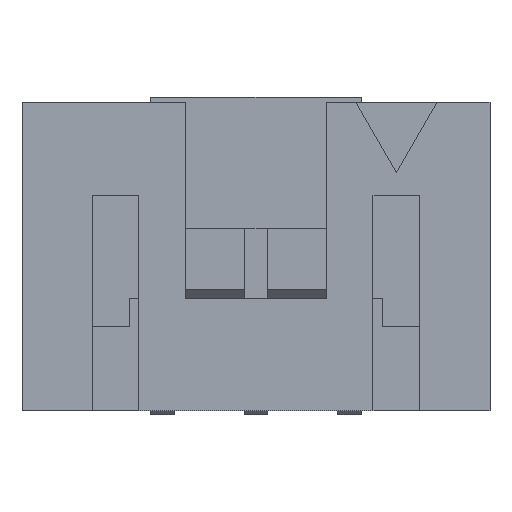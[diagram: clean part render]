
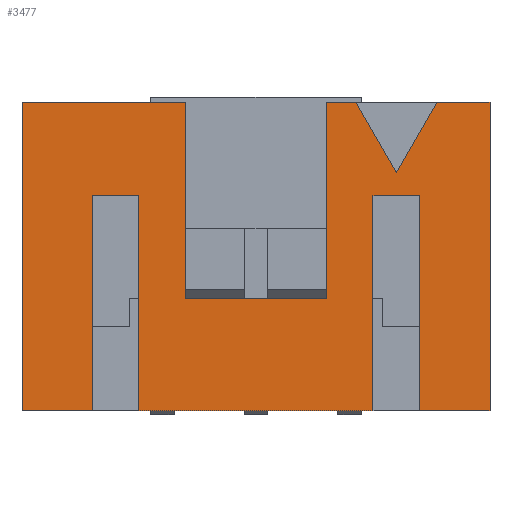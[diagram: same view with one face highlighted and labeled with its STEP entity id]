
A CAD part, front view. The second image highlights one B-rep face of the part: STEP entity #3477.
In plain terms, the highlighted planar face has unit normal (0, -1, 0).
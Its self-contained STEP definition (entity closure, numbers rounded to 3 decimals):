
#63=ORIENTED_EDGE('',*,*,#1085,.F.);
#64=ORIENTED_EDGE('',*,*,#1086,.F.);
#65=ORIENTED_EDGE('',*,*,#1087,.T.);
#66=ORIENTED_EDGE('',*,*,#1088,.F.);
#67=ORIENTED_EDGE('',*,*,#1089,.F.);
#68=ORIENTED_EDGE('',*,*,#1090,.T.);
#69=ORIENTED_EDGE('',*,*,#1091,.T.);
#70=ORIENTED_EDGE('',*,*,#1092,.F.);
#71=ORIENTED_EDGE('',*,*,#1093,.F.);
#72=ORIENTED_EDGE('',*,*,#1094,.F.);
#73=ORIENTED_EDGE('',*,*,#1095,.F.);
#74=ORIENTED_EDGE('',*,*,#1096,.F.);
#75=ORIENTED_EDGE('',*,*,#1097,.F.);
#76=ORIENTED_EDGE('',*,*,#1098,.F.);
#77=ORIENTED_EDGE('',*,*,#1099,.F.);
#78=ORIENTED_EDGE('',*,*,#1100,.F.);
#79=ORIENTED_EDGE('',*,*,#1101,.F.);
#80=ORIENTED_EDGE('',*,*,#1102,.T.);
#81=ORIENTED_EDGE('',*,*,#1103,.T.);
#1085=EDGE_CURVE('',#1596,#1597,#1930,.T.);
#1086=EDGE_CURVE('',#1598,#1596,#1931,.T.);
#1087=EDGE_CURVE('',#1598,#1599,#1932,.T.);
#1088=EDGE_CURVE('',#1600,#1599,#1933,.T.);
#1089=EDGE_CURVE('',#1601,#1600,#1934,.T.);
#1090=EDGE_CURVE('',#1601,#1602,#1935,.T.);
#1091=EDGE_CURVE('',#1602,#1603,#1936,.T.);
#1092=EDGE_CURVE('',#1604,#1603,#1937,.T.);
#1093=EDGE_CURVE('',#1605,#1604,#1938,.T.);
#1094=EDGE_CURVE('',#1606,#1605,#1939,.T.);
#1095=EDGE_CURVE('',#1607,#1606,#1940,.T.);
#1096=EDGE_CURVE('',#1608,#1607,#1941,.T.);
#1097=EDGE_CURVE('',#1609,#1608,#1942,.T.);
#1098=EDGE_CURVE('',#1610,#1609,#1943,.T.);
#1099=EDGE_CURVE('',#1611,#1610,#1944,.T.);
#1100=EDGE_CURVE('',#1612,#1611,#1945,.T.);
#1101=EDGE_CURVE('',#1613,#1612,#1946,.T.);
#1102=EDGE_CURVE('',#1613,#1614,#1947,.T.);
#1103=EDGE_CURVE('',#1614,#1597,#1948,.T.);
#1596=VERTEX_POINT('',#4787);
#1597=VERTEX_POINT('',#4788);
#1598=VERTEX_POINT('',#4790);
#1599=VERTEX_POINT('',#4792);
#1600=VERTEX_POINT('',#4794);
#1601=VERTEX_POINT('',#4796);
#1602=VERTEX_POINT('',#4798);
#1603=VERTEX_POINT('',#4800);
#1604=VERTEX_POINT('',#4802);
#1605=VERTEX_POINT('',#4804);
#1606=VERTEX_POINT('',#4806);
#1607=VERTEX_POINT('',#4808);
#1608=VERTEX_POINT('',#4810);
#1609=VERTEX_POINT('',#4812);
#1610=VERTEX_POINT('',#4814);
#1611=VERTEX_POINT('',#4816);
#1612=VERTEX_POINT('',#4818);
#1613=VERTEX_POINT('',#4820);
#1614=VERTEX_POINT('',#4822);
#1930=LINE('',#4786,#2435);
#1931=LINE('',#4789,#2436);
#1932=LINE('',#4791,#2437);
#1933=LINE('',#4793,#2438);
#1934=LINE('',#4795,#2439);
#1935=LINE('',#4797,#2440);
#1936=LINE('',#4799,#2441);
#1937=LINE('',#4801,#2442);
#1938=LINE('',#4803,#2443);
#1939=LINE('',#4805,#2444);
#1940=LINE('',#4807,#2445);
#1941=LINE('',#4809,#2446);
#1942=LINE('',#4811,#2447);
#1943=LINE('',#4813,#2448);
#1944=LINE('',#4815,#2449);
#1945=LINE('',#4817,#2450);
#1946=LINE('',#4819,#2451);
#1947=LINE('',#4821,#2452);
#1948=LINE('',#4823,#2453);
#2435=VECTOR('',#3899,1000.);
#2436=VECTOR('',#3900,1000.);
#2437=VECTOR('',#3901,1000.);
#2438=VECTOR('',#3902,1000.);
#2439=VECTOR('',#3903,1000.);
#2440=VECTOR('',#3904,1000.);
#2441=VECTOR('',#3905,1000.);
#2442=VECTOR('',#3906,1000.);
#2443=VECTOR('',#3907,1000.);
#2444=VECTOR('',#3908,1000.);
#2445=VECTOR('',#3909,1000.);
#2446=VECTOR('',#3910,1000.);
#2447=VECTOR('',#3911,1000.);
#2448=VECTOR('',#3912,1000.);
#2449=VECTOR('',#3913,1000.);
#2450=VECTOR('',#3914,1000.);
#2451=VECTOR('',#3915,1000.);
#2452=VECTOR('',#3916,1000.);
#2453=VECTOR('',#3917,1000.);
#2940=EDGE_LOOP('',(#63,#64,#65,#66,#67,#68,#69,#70,#71,#72,#73,#74,#75,
#76,#77,#78,#79,#80,#81));
#3121=FACE_BOUND('',#2940,.T.);
#3302=PLANE('',#3704);
#3477=ADVANCED_FACE('',(#3121),#3302,.T.);
#3704=AXIS2_PLACEMENT_3D('',#4785,#3897,#3898);
#3897=DIRECTION('',(0.,-1.,0.));
#3898=DIRECTION('',(0.,0.,-1.));
#3899=DIRECTION('',(0.5,0.,0.866));
#3900=DIRECTION('',(0.5,0.,-0.866));
#3901=DIRECTION('',(-1.,0.,0.));
#3902=DIRECTION('',(0.,0.,1.));
#3903=DIRECTION('',(1.,0.,0.));
#3904=DIRECTION('',(0.,0.,1.));
#3905=DIRECTION('',(-1.,0.,0.));
#3906=DIRECTION('',(0.,0.,1.));
#3907=DIRECTION('',(-1.,0.,0.));
#3908=DIRECTION('',(0.,0.,-1.));
#3909=DIRECTION('',(-1.,0.,0.));
#3910=DIRECTION('',(0.,0.,1.));
#3911=DIRECTION('',(-1.,0.,0.));
#3912=DIRECTION('',(0.,0.,-1.));
#3913=DIRECTION('',(-1.,0.,0.));
#3914=DIRECTION('',(0.,0.,1.));
#3915=DIRECTION('',(-1.,0.,0.));
#3916=DIRECTION('',(0.,0.,1.));
#3917=DIRECTION('',(-1.,0.,0.));
#4785=CARTESIAN_POINT('',(5.,-2.5,-3.3));
#4786=CARTESIAN_POINT('',(3.,-2.5,1.8));
#4787=CARTESIAN_POINT('',(3.,-2.5,1.8));
#4788=CARTESIAN_POINT('',(3.866,-2.5,3.3));
#4789=CARTESIAN_POINT('',(2.134,-2.5,3.3));
#4790=CARTESIAN_POINT('',(2.134,-2.5,3.3));
#4791=CARTESIAN_POINT('',(5.,-2.5,3.3));
#4792=CARTESIAN_POINT('',(1.5,-2.5,3.3));
#4793=CARTESIAN_POINT('',(1.5,-2.5,-0.9));
#4794=CARTESIAN_POINT('',(1.5,-2.5,-0.9));
#4795=CARTESIAN_POINT('',(-1.5,-2.5,-0.9));
#4796=CARTESIAN_POINT('',(-1.5,-2.5,-0.9));
#4797=CARTESIAN_POINT('',(-1.5,-2.5,-0.9));
#4798=CARTESIAN_POINT('',(-1.5,-2.5,3.3));
#4799=CARTESIAN_POINT('',(5.,-2.5,3.3));
#4800=CARTESIAN_POINT('',(-5.,-2.5,3.3));
#4801=CARTESIAN_POINT('',(-5.,-2.5,-3.3));
#4802=CARTESIAN_POINT('',(-5.,-2.5,-3.3));
#4803=CARTESIAN_POINT('',(5.,-2.5,-3.3));
#4804=CARTESIAN_POINT('',(-3.5,-2.5,-3.3));
#4805=CARTESIAN_POINT('',(-3.5,-2.5,1.3));
#4806=CARTESIAN_POINT('',(-3.5,-2.5,1.3));
#4807=CARTESIAN_POINT('',(-2.5,-2.5,1.3));
#4808=CARTESIAN_POINT('',(-2.5,-2.5,1.3));
#4809=CARTESIAN_POINT('',(-2.5,-2.5,-3.3));
#4810=CARTESIAN_POINT('',(-2.5,-2.5,-3.3));
#4811=CARTESIAN_POINT('',(5.,-2.5,-3.3));
#4812=CARTESIAN_POINT('',(2.5,-2.5,-3.3));
#4813=CARTESIAN_POINT('',(2.5,-2.5,1.3));
#4814=CARTESIAN_POINT('',(2.5,-2.5,1.3));
#4815=CARTESIAN_POINT('',(3.5,-2.5,1.3));
#4816=CARTESIAN_POINT('',(3.5,-2.5,1.3));
#4817=CARTESIAN_POINT('',(3.5,-2.5,-3.3));
#4818=CARTESIAN_POINT('',(3.5,-2.5,-3.3));
#4819=CARTESIAN_POINT('',(5.,-2.5,-3.3));
#4820=CARTESIAN_POINT('',(5.,-2.5,-3.3));
#4821=CARTESIAN_POINT('',(5.,-2.5,-3.3));
#4822=CARTESIAN_POINT('',(5.,-2.5,3.3));
#4823=CARTESIAN_POINT('',(5.,-2.5,3.3));
